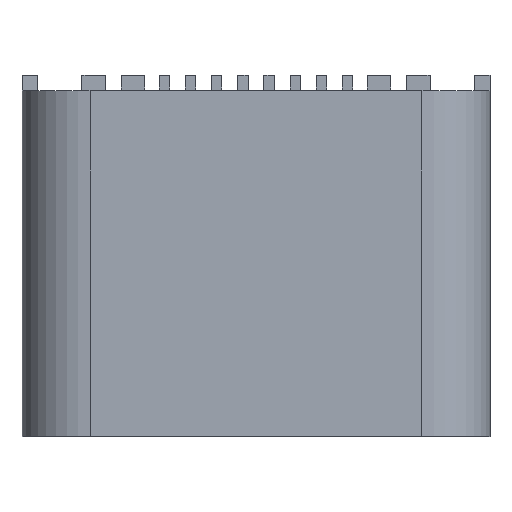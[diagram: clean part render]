
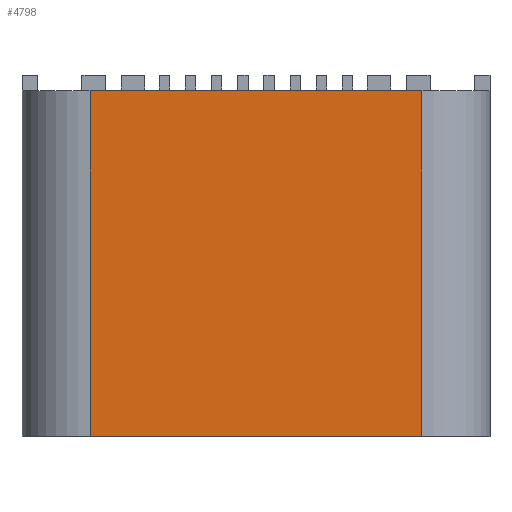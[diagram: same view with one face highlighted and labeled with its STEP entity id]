
A CAD part, top view. The second image highlights one B-rep face of the part: STEP entity #4798.
In plain terms, the highlighted planar face has unit normal (0, 0, 1).
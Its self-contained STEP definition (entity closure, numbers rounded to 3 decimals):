
#159 = PLANE('',#160);
#160 = AXIS2_PLACEMENT_3D('',#161,#162,#163);
#161 = CARTESIAN_POINT('',(0.,0.,0.));
#162 = DIRECTION('',(-0.,-1.,0.));
#163 = DIRECTION('',(0.,0.,-1.));
#844 = PLANE('',#845);
#845 = AXIS2_PLACEMENT_3D('',#846,#847,#848);
#846 = CARTESIAN_POINT('',(0.,-6.6,0.));
#847 = DIRECTION('',(-0.,-1.,0.));
#848 = DIRECTION('',(0.,0.,-1.));
#1064 = EDGE_CURVE('',#1065,#1067,#1069,.T.);
#1065 = VERTEX_POINT('',#1066);
#1066 = CARTESIAN_POINT('',(-3.17,0.,1.58));
#1067 = VERTEX_POINT('',#1068);
#1068 = CARTESIAN_POINT('',(3.17,0.,1.58));
#1069 = SURFACE_CURVE('',#1070,(#1074,#1081),.PCURVE_S1.);
#1070 = LINE('',#1071,#1072);
#1071 = CARTESIAN_POINT('',(-3.17,0.,1.58));
#1072 = VECTOR('',#1073,1.);
#1073 = DIRECTION('',(1.,0.,0.));
#1074 = PCURVE('',#159,#1075);
#1075 = DEFINITIONAL_REPRESENTATION('',(#1076),#1080);
#1076 = LINE('',#1077,#1078);
#1077 = CARTESIAN_POINT('',(-1.58,-3.17));
#1078 = VECTOR('',#1079,1.);
#1079 = DIRECTION('',(0.,1.));
#1080 = ( GEOMETRIC_REPRESENTATION_CONTEXT(2) 
PARAMETRIC_REPRESENTATION_CONTEXT() REPRESENTATION_CONTEXT('2D SPACE',''
  ) );
#1081 = PCURVE('',#1082,#1087);
#1082 = PLANE('',#1083);
#1083 = AXIS2_PLACEMENT_3D('',#1084,#1085,#1086);
#1084 = CARTESIAN_POINT('',(-3.17,0.,1.58));
#1085 = DIRECTION('',(0.,0.,1.));
#1086 = DIRECTION('',(1.,0.,0.));
#1087 = DEFINITIONAL_REPRESENTATION('',(#1088),#1092);
#1088 = LINE('',#1089,#1090);
#1089 = CARTESIAN_POINT('',(0.,0.));
#1090 = VECTOR('',#1091,1.);
#1091 = DIRECTION('',(1.,0.));
#1092 = ( GEOMETRIC_REPRESENTATION_CONTEXT(2) 
PARAMETRIC_REPRESENTATION_CONTEXT() REPRESENTATION_CONTEXT('2D SPACE',''
  ) );
#1111 = CYLINDRICAL_SURFACE('',#1112,1.3);
#1112 = AXIS2_PLACEMENT_3D('',#1113,#1114,#1115);
#1113 = CARTESIAN_POINT('',(-3.17,0.,0.28));
#1114 = DIRECTION('',(0.,1.,0.));
#1115 = DIRECTION('',(1.,0.,0.));
#2551 = CYLINDRICAL_SURFACE('',#2552,1.3);
#2552 = AXIS2_PLACEMENT_3D('',#2553,#2554,#2555);
#2553 = CARTESIAN_POINT('',(3.17,0.,0.28));
#2554 = DIRECTION('',(0.,1.,0.));
#2555 = DIRECTION('',(1.,0.,0.));
#4105 = VERTEX_POINT('',#4106);
#4106 = CARTESIAN_POINT('',(-3.17,-6.6,1.58));
#4177 = VERTEX_POINT('',#4178);
#4178 = CARTESIAN_POINT('',(3.17,-6.6,1.58));
#4199 = EDGE_CURVE('',#4105,#4177,#4200,.T.);
#4200 = SURFACE_CURVE('',#4201,(#4205,#4212),.PCURVE_S1.);
#4201 = LINE('',#4202,#4203);
#4202 = CARTESIAN_POINT('',(-3.17,-6.6,1.58));
#4203 = VECTOR('',#4204,1.);
#4204 = DIRECTION('',(1.,0.,0.));
#4205 = PCURVE('',#844,#4206);
#4206 = DEFINITIONAL_REPRESENTATION('',(#4207),#4211);
#4207 = LINE('',#4208,#4209);
#4208 = CARTESIAN_POINT('',(-1.58,-3.17));
#4209 = VECTOR('',#4210,1.);
#4210 = DIRECTION('',(0.,1.));
#4211 = ( GEOMETRIC_REPRESENTATION_CONTEXT(2) 
PARAMETRIC_REPRESENTATION_CONTEXT() REPRESENTATION_CONTEXT('2D SPACE',''
  ) );
#4212 = PCURVE('',#1082,#4213);
#4213 = DEFINITIONAL_REPRESENTATION('',(#4214),#4218);
#4214 = LINE('',#4215,#4216);
#4215 = CARTESIAN_POINT('',(0.,-6.6));
#4216 = VECTOR('',#4217,1.);
#4217 = DIRECTION('',(1.,0.));
#4218 = ( GEOMETRIC_REPRESENTATION_CONTEXT(2) 
PARAMETRIC_REPRESENTATION_CONTEXT() REPRESENTATION_CONTEXT('2D SPACE',''
  ) );
#4798 = ADVANCED_FACE('',(#4799),#1082,.T.);
#4799 = FACE_BOUND('',#4800,.T.);
#4800 = EDGE_LOOP('',(#4801,#4821,#4822,#4842));
#4801 = ORIENTED_EDGE('',*,*,#4802,.T.);
#4802 = EDGE_CURVE('',#1065,#4105,#4803,.T.);
#4803 = SURFACE_CURVE('',#4804,(#4808,#4815),.PCURVE_S1.);
#4804 = LINE('',#4805,#4806);
#4805 = CARTESIAN_POINT('',(-3.17,0.,1.58));
#4806 = VECTOR('',#4807,1.);
#4807 = DIRECTION('',(0.,-1.,0.));
#4808 = PCURVE('',#1082,#4809);
#4809 = DEFINITIONAL_REPRESENTATION('',(#4810),#4814);
#4810 = LINE('',#4811,#4812);
#4811 = CARTESIAN_POINT('',(0.,0.));
#4812 = VECTOR('',#4813,1.);
#4813 = DIRECTION('',(0.,-1.));
#4814 = ( GEOMETRIC_REPRESENTATION_CONTEXT(2) 
PARAMETRIC_REPRESENTATION_CONTEXT() REPRESENTATION_CONTEXT('2D SPACE',''
  ) );
#4815 = PCURVE('',#1111,#4816);
#4816 = DEFINITIONAL_REPRESENTATION('',(#4817),#4820);
#4817 = B_SPLINE_CURVE_WITH_KNOTS('',1,(#4818,#4819),.UNSPECIFIED.,.F.,
  .F.,(2,2),(0.,6.6),.PIECEWISE_BEZIER_KNOTS.);
#4818 = CARTESIAN_POINT('',(-1.571,0.));
#4819 = CARTESIAN_POINT('',(-1.571,-6.6));
#4820 = ( GEOMETRIC_REPRESENTATION_CONTEXT(2) 
PARAMETRIC_REPRESENTATION_CONTEXT() REPRESENTATION_CONTEXT('2D SPACE',''
  ) );
#4821 = ORIENTED_EDGE('',*,*,#4199,.T.);
#4822 = ORIENTED_EDGE('',*,*,#4823,.F.);
#4823 = EDGE_CURVE('',#1067,#4177,#4824,.T.);
#4824 = SURFACE_CURVE('',#4825,(#4829,#4836),.PCURVE_S1.);
#4825 = LINE('',#4826,#4827);
#4826 = CARTESIAN_POINT('',(3.17,0.,1.58));
#4827 = VECTOR('',#4828,1.);
#4828 = DIRECTION('',(0.,-1.,0.));
#4829 = PCURVE('',#1082,#4830);
#4830 = DEFINITIONAL_REPRESENTATION('',(#4831),#4835);
#4831 = LINE('',#4832,#4833);
#4832 = CARTESIAN_POINT('',(6.34,0.));
#4833 = VECTOR('',#4834,1.);
#4834 = DIRECTION('',(0.,-1.));
#4835 = ( GEOMETRIC_REPRESENTATION_CONTEXT(2) 
PARAMETRIC_REPRESENTATION_CONTEXT() REPRESENTATION_CONTEXT('2D SPACE',''
  ) );
#4836 = PCURVE('',#2551,#4837);
#4837 = DEFINITIONAL_REPRESENTATION('',(#4838),#4841);
#4838 = B_SPLINE_CURVE_WITH_KNOTS('',1,(#4839,#4840),.UNSPECIFIED.,.F.,
  .F.,(2,2),(0.,6.6),.PIECEWISE_BEZIER_KNOTS.);
#4839 = CARTESIAN_POINT('',(-1.571,0.));
#4840 = CARTESIAN_POINT('',(-1.571,-6.6));
#4841 = ( GEOMETRIC_REPRESENTATION_CONTEXT(2) 
PARAMETRIC_REPRESENTATION_CONTEXT() REPRESENTATION_CONTEXT('2D SPACE',''
  ) );
#4842 = ORIENTED_EDGE('',*,*,#1064,.F.);
